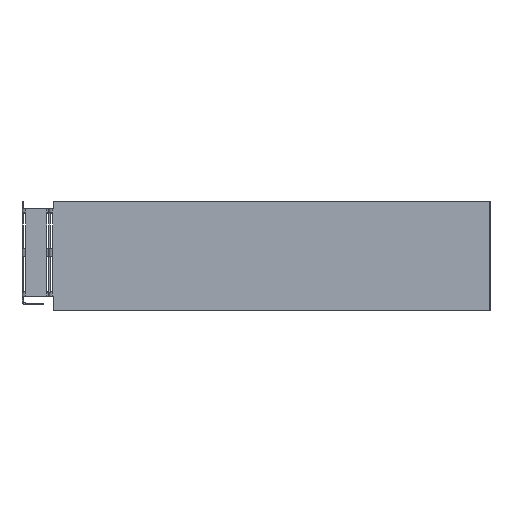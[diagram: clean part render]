
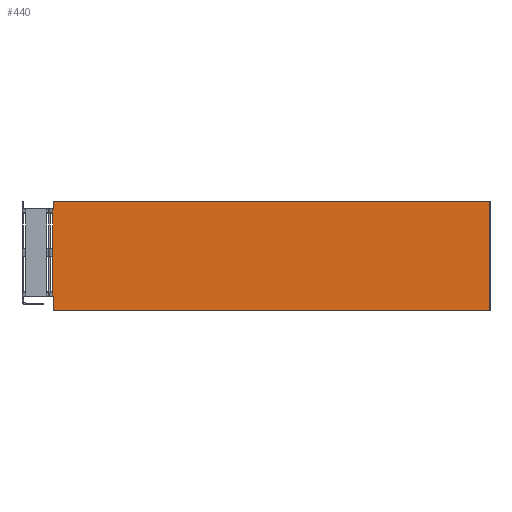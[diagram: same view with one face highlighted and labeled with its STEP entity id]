
A CAD part, front view. The second image highlights one B-rep face of the part: STEP entity #440.
In plain terms, the highlighted planar face has unit normal (0, -1, 0).
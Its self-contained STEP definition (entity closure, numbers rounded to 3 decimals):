
#62=AXIS2_PLACEMENT_3D('Circle Axis2P3D',#60,#61,$) ;
#324=AXIS2_PLACEMENT_3D('Plane Axis2P3D',#321,#322,#323) ;
#335=AXIS2_PLACEMENT_3D('Circle Axis2P3D',#333,#334,$) ;
#349=AXIS2_PLACEMENT_3D('Circle Axis2P3D',#347,#348,$) ;
#419=AXIS2_PLACEMENT_3D('Circle Axis2P3D',#417,#418,$) ;
#41=CARTESIAN_POINT('Vertex',(16.835,0.,35.5)) ;
#57=CARTESIAN_POINT('Vertex',(16.59,0.,34.757)) ;
#60=CARTESIAN_POINT('Axis2P3D Location',(15.585,0.,35.5)) ;
#77=CARTESIAN_POINT('Line Origine',(16.835,0.,44.25)) ;
#81=CARTESIAN_POINT('Vertex',(16.835,0.,53.)) ;
#321=CARTESIAN_POINT('Axis2P3D Location',(-69.715,0.,-7.)) ;
#326=CARTESIAN_POINT('Line Origine',(16.59,0.,32.25)) ;
#330=CARTESIAN_POINT('Vertex',(16.59,0.,29.743)) ;
#333=CARTESIAN_POINT('Axis2P3D Location',(15.585,0.,29.)) ;
#337=CARTESIAN_POINT('Vertex',(16.835,0.,29.)) ;
#340=CARTESIAN_POINT('Line Origine',(16.835,0.,20.25)) ;
#344=CARTESIAN_POINT('Vertex',(16.835,0.,11.5)) ;
#347=CARTESIAN_POINT('Axis2P3D Location',(15.585,0.,11.5)) ;
#351=CARTESIAN_POINT('Vertex',(16.59,0.,10.757)) ;
#354=CARTESIAN_POINT('Line Origine',(16.59,0.,9.378)) ;
#358=CARTESIAN_POINT('Vertex',(16.59,0.,8.)) ;
#361=CARTESIAN_POINT('Line Origine',(16.938,0.,8.)) ;
#365=CARTESIAN_POINT('Vertex',(17.285,0.,8.)) ;
#368=CARTESIAN_POINT('Line Origine',(17.285,0.,4.)) ;
#372=CARTESIAN_POINT('Vertex',(17.285,0.,0.)) ;
#375=CARTESIAN_POINT('Line Origine',(137.785,0.,0.)) ;
#379=CARTESIAN_POINT('Vertex',(258.285,0.,0.)) ;
#382=CARTESIAN_POINT('Line Origine',(258.285,0.,30.25)) ;
#386=CARTESIAN_POINT('Vertex',(258.285,0.,60.5)) ;
#389=CARTESIAN_POINT('Line Origine',(137.785,0.,60.5)) ;
#393=CARTESIAN_POINT('Vertex',(17.285,0.,60.5)) ;
#396=CARTESIAN_POINT('Line Origine',(17.285,0.,58.5)) ;
#400=CARTESIAN_POINT('Vertex',(17.285,0.,56.5)) ;
#403=CARTESIAN_POINT('Line Origine',(16.938,0.,56.5)) ;
#407=CARTESIAN_POINT('Vertex',(16.59,0.,56.5)) ;
#410=CARTESIAN_POINT('Line Origine',(16.59,0.,55.122)) ;
#414=CARTESIAN_POINT('Vertex',(16.59,0.,53.743)) ;
#417=CARTESIAN_POINT('Axis2P3D Location',(15.585,0.,53.)) ;
#61=DIRECTION('Axis2P3D Direction',(0.,1.,0.)) ;
#78=DIRECTION('Vector Direction',(0.,0.,1.)) ;
#322=DIRECTION('Axis2P3D Direction',(0.,1.,0.)) ;
#323=DIRECTION('Axis2P3D XDirection',(-1.,0.,0.)) ;
#327=DIRECTION('Vector Direction',(0.,0.,-1.)) ;
#334=DIRECTION('Axis2P3D Direction',(0.,1.,0.)) ;
#341=DIRECTION('Vector Direction',(0.,0.,-1.)) ;
#348=DIRECTION('Axis2P3D Direction',(0.,1.,0.)) ;
#355=DIRECTION('Vector Direction',(0.,0.,-1.)) ;
#362=DIRECTION('Vector Direction',(1.,0.,0.)) ;
#369=DIRECTION('Vector Direction',(0.,0.,1.)) ;
#376=DIRECTION('Vector Direction',(-1.,0.,0.)) ;
#383=DIRECTION('Vector Direction',(0.,0.,-1.)) ;
#390=DIRECTION('Vector Direction',(1.,0.,0.)) ;
#397=DIRECTION('Vector Direction',(0.,0.,1.)) ;
#404=DIRECTION('Vector Direction',(-1.,0.,0.)) ;
#411=DIRECTION('Vector Direction',(0.,0.,-1.)) ;
#418=DIRECTION('Axis2P3D Direction',(0.,1.,0.)) ;
#79=VECTOR('Line Direction',#78,1.) ;
#328=VECTOR('Line Direction',#327,1.) ;
#342=VECTOR('Line Direction',#341,1.) ;
#356=VECTOR('Line Direction',#355,1.) ;
#363=VECTOR('Line Direction',#362,1.) ;
#370=VECTOR('Line Direction',#369,1.) ;
#377=VECTOR('Line Direction',#376,1.) ;
#384=VECTOR('Line Direction',#383,1.) ;
#391=VECTOR('Line Direction',#390,1.) ;
#398=VECTOR('Line Direction',#397,1.) ;
#405=VECTOR('Line Direction',#404,1.) ;
#412=VECTOR('Line Direction',#411,1.) ;
#423=ORIENTED_EDGE('',*,*,#83,.T.) ;
#424=ORIENTED_EDGE('',*,*,#64,.T.) ;
#425=ORIENTED_EDGE('',*,*,#332,.T.) ;
#426=ORIENTED_EDGE('',*,*,#339,.T.) ;
#427=ORIENTED_EDGE('',*,*,#346,.T.) ;
#428=ORIENTED_EDGE('',*,*,#353,.T.) ;
#429=ORIENTED_EDGE('',*,*,#360,.T.) ;
#430=ORIENTED_EDGE('',*,*,#367,.T.) ;
#431=ORIENTED_EDGE('',*,*,#374,.F.) ;
#432=ORIENTED_EDGE('',*,*,#381,.F.) ;
#433=ORIENTED_EDGE('',*,*,#388,.F.) ;
#434=ORIENTED_EDGE('',*,*,#395,.F.) ;
#435=ORIENTED_EDGE('',*,*,#402,.F.) ;
#436=ORIENTED_EDGE('',*,*,#409,.T.) ;
#437=ORIENTED_EDGE('',*,*,#416,.T.) ;
#438=ORIENTED_EDGE('',*,*,#421,.T.) ;
#440=ADVANCED_FACE('Koerper.2',(#439),#325,.F.) ;
#63=CIRCLE('generated circle',#62,1.25) ;
#336=CIRCLE('generated circle',#335,1.25) ;
#350=CIRCLE('generated circle',#349,1.25) ;
#420=CIRCLE('generated circle',#419,1.25) ;
#64=EDGE_CURVE('',#42,#58,#63,.T.) ;
#83=EDGE_CURVE('',#82,#42,#80,.F.) ;
#332=EDGE_CURVE('',#58,#331,#329,.T.) ;
#339=EDGE_CURVE('',#331,#338,#336,.T.) ;
#346=EDGE_CURVE('',#338,#345,#343,.T.) ;
#353=EDGE_CURVE('',#345,#352,#350,.T.) ;
#360=EDGE_CURVE('',#352,#359,#357,.T.) ;
#367=EDGE_CURVE('',#359,#366,#364,.T.) ;
#374=EDGE_CURVE('',#373,#366,#371,.T.) ;
#381=EDGE_CURVE('',#380,#373,#378,.T.) ;
#388=EDGE_CURVE('',#387,#380,#385,.T.) ;
#395=EDGE_CURVE('',#394,#387,#392,.T.) ;
#402=EDGE_CURVE('',#401,#394,#399,.T.) ;
#409=EDGE_CURVE('',#401,#408,#406,.T.) ;
#416=EDGE_CURVE('',#408,#415,#413,.T.) ;
#421=EDGE_CURVE('',#415,#82,#420,.T.) ;
#422=EDGE_LOOP('',(#423,#424,#425,#426,#427,#428,#429,#430,#431,#432,#433,#434,#435,#436,#437,#438)) ;
#439=FACE_OUTER_BOUND('',#422,.T.) ;
#80=LINE('Line',#77,#79) ;
#329=LINE('Line',#326,#328) ;
#343=LINE('Line',#340,#342) ;
#357=LINE('Line',#354,#356) ;
#364=LINE('Line',#361,#363) ;
#371=LINE('Line',#368,#370) ;
#378=LINE('Line',#375,#377) ;
#385=LINE('Line',#382,#384) ;
#392=LINE('Line',#389,#391) ;
#399=LINE('Line',#396,#398) ;
#406=LINE('Line',#403,#405) ;
#413=LINE('Line',#410,#412) ;
#325=PLANE('',#324) ;
#42=VERTEX_POINT('',#41) ;
#58=VERTEX_POINT('',#57) ;
#82=VERTEX_POINT('',#81) ;
#331=VERTEX_POINT('',#330) ;
#338=VERTEX_POINT('',#337) ;
#345=VERTEX_POINT('',#344) ;
#352=VERTEX_POINT('',#351) ;
#359=VERTEX_POINT('',#358) ;
#366=VERTEX_POINT('',#365) ;
#373=VERTEX_POINT('',#372) ;
#380=VERTEX_POINT('',#379) ;
#387=VERTEX_POINT('',#386) ;
#394=VERTEX_POINT('',#393) ;
#401=VERTEX_POINT('',#400) ;
#408=VERTEX_POINT('',#407) ;
#415=VERTEX_POINT('',#414) ;
